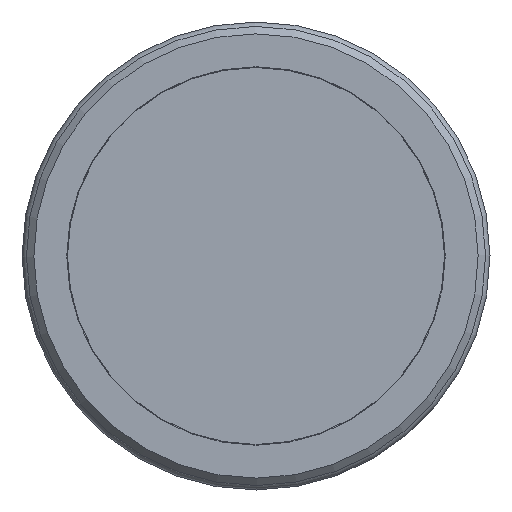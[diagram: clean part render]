
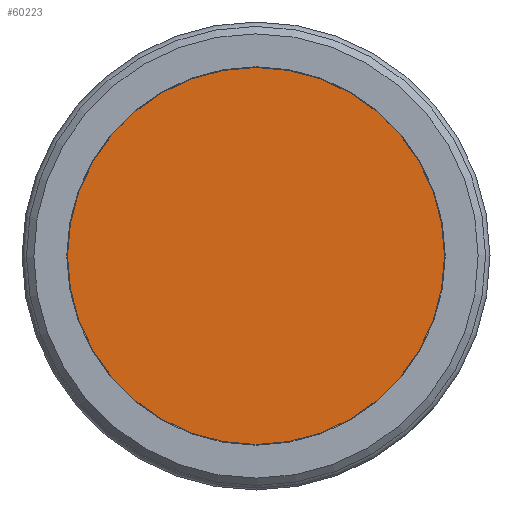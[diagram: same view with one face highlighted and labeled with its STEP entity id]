
A CAD part, left-side view. The second image highlights one B-rep face of the part: STEP entity #60223.
In plain terms, the highlighted planar face has unit normal (-1, 0, 0).
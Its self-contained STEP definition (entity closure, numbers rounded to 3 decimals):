
#7648=PLANE('',#68295);
#11257=FACE_OUTER_BOUND('',#15291,.T.);
#15291=EDGE_LOOP('',(#54629));
#16361=CIRCLE('',#68253,25.45);
#28415=VERTEX_POINT('',#126654);
#37218=EDGE_CURVE('',#28415,#28415,#16361,.T.);
#54629=ORIENTED_EDGE('',*,*,#37218,.T.);
#60223=ADVANCED_FACE('',(#11257),#7648,.T.);
#68253=AXIS2_PLACEMENT_3D('',#126655,#85895,#85896);
#68295=AXIS2_PLACEMENT_3D('',#129425,#85987,#85988);
#85895=DIRECTION('center_axis',(-1.,0.,0.));
#85896=DIRECTION('ref_axis',(0.,-0.003,1.));
#85987=DIRECTION('center_axis',(-1.,0.,0.));
#85988=DIRECTION('ref_axis',(0.,0.,1.));
#126654=CARTESIAN_POINT('',(-33.5,0.067,-25.45));
#126655=CARTESIAN_POINT('Origin',(-33.5,0.,
0.));
#129425=CARTESIAN_POINT('Origin',(-33.5,30.,0.));
